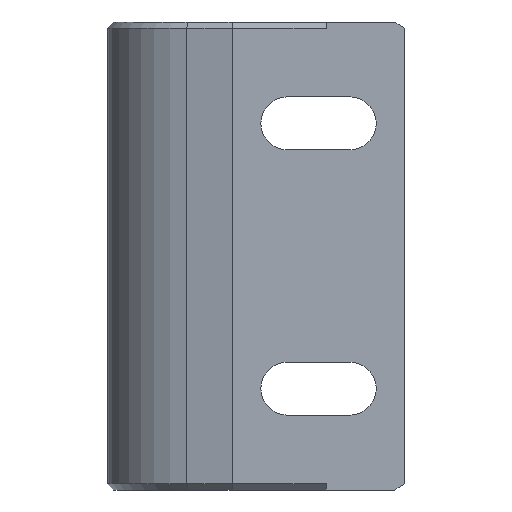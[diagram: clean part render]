
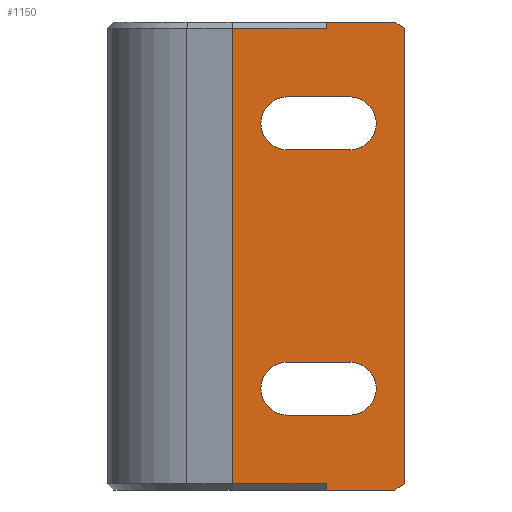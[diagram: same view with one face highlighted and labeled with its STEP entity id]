
A CAD part, left-side view. The second image highlights one B-rep face of the part: STEP entity #1150.
In plain terms, the highlighted planar face has unit normal (-1, 0, 0).
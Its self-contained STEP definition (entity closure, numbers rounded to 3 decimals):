
#72=FACE_BOUND('',#206,.T.);
#73=FACE_BOUND('',#207,.T.);
#84=CIRCLE('',#1228,1.7);
#85=CIRCLE('',#1229,1.7);
#86=CIRCLE('',#1230,1.7);
#87=CIRCLE('',#1231,1.7);
#143=FACE_OUTER_BOUND('',#205,.T.);
#205=EDGE_LOOP('',(#784,#785,#786,#787,#788,#789,#790,#791,#792,#793));
#206=EDGE_LOOP('',(#794,#795,#796,#797));
#207=EDGE_LOOP('',(#798,#799,#800,#801));
#274=LINE('',#1699,#373);
#278=LINE('',#1707,#377);
#281=LINE('',#1713,#380);
#284=LINE('',#1719,#383);
#289=LINE('',#1731,#388);
#290=LINE('',#1733,#389);
#291=LINE('',#1735,#390);
#292=LINE('',#1737,#391);
#293=LINE('',#1739,#392);
#294=LINE('',#1740,#393);
#295=LINE('',#1743,#394);
#296=LINE('',#1747,#395);
#297=LINE('',#1751,#396);
#298=LINE('',#1755,#397);
#373=VECTOR('',#1350,10.);
#377=VECTOR('',#1356,10.);
#380=VECTOR('',#1361,10.);
#383=VECTOR('',#1366,10.);
#388=VECTOR('',#1375,10.);
#389=VECTOR('',#1376,10.);
#390=VECTOR('',#1377,10.);
#391=VECTOR('',#1378,10.);
#392=VECTOR('',#1379,10.);
#393=VECTOR('',#1380,10.);
#394=VECTOR('',#1381,10.);
#395=VECTOR('',#1384,10.);
#396=VECTOR('',#1387,10.);
#397=VECTOR('',#1390,10.);
#472=VERTEX_POINT('',#1697);
#473=VERTEX_POINT('',#1698);
#476=VERTEX_POINT('',#1706);
#478=VERTEX_POINT('',#1712);
#480=VERTEX_POINT('',#1718);
#485=VERTEX_POINT('',#1730);
#486=VERTEX_POINT('',#1732);
#487=VERTEX_POINT('',#1734);
#488=VERTEX_POINT('',#1736);
#489=VERTEX_POINT('',#1738);
#490=VERTEX_POINT('',#1741);
#491=VERTEX_POINT('',#1742);
#492=VERTEX_POINT('',#1744);
#493=VERTEX_POINT('',#1746);
#494=VERTEX_POINT('',#1749);
#495=VERTEX_POINT('',#1750);
#496=VERTEX_POINT('',#1752);
#497=VERTEX_POINT('',#1754);
#588=EDGE_CURVE('',#472,#473,#274,.T.);
#592=EDGE_CURVE('',#473,#476,#278,.T.);
#595=EDGE_CURVE('',#476,#478,#281,.T.);
#598=EDGE_CURVE('',#472,#480,#284,.T.);
#604=EDGE_CURVE('',#485,#478,#289,.T.);
#605=EDGE_CURVE('',#486,#485,#290,.T.);
#606=EDGE_CURVE('',#487,#486,#291,.T.);
#607=EDGE_CURVE('',#487,#488,#292,.T.);
#608=EDGE_CURVE('',#489,#488,#293,.T.);
#609=EDGE_CURVE('',#480,#489,#294,.T.);
#610=EDGE_CURVE('',#490,#491,#295,.T.);
#611=EDGE_CURVE('',#492,#491,#84,.T.);
#612=EDGE_CURVE('',#492,#493,#296,.T.);
#613=EDGE_CURVE('',#493,#490,#85,.T.);
#614=EDGE_CURVE('',#494,#495,#297,.T.);
#615=EDGE_CURVE('',#495,#496,#86,.T.);
#616=EDGE_CURVE('',#496,#497,#298,.T.);
#617=EDGE_CURVE('',#494,#497,#87,.T.);
#784=ORIENTED_EDGE('',*,*,#588,.T.);
#785=ORIENTED_EDGE('',*,*,#592,.T.);
#786=ORIENTED_EDGE('',*,*,#595,.T.);
#787=ORIENTED_EDGE('',*,*,#604,.F.);
#788=ORIENTED_EDGE('',*,*,#605,.F.);
#789=ORIENTED_EDGE('',*,*,#606,.F.);
#790=ORIENTED_EDGE('',*,*,#607,.T.);
#791=ORIENTED_EDGE('',*,*,#608,.F.);
#792=ORIENTED_EDGE('',*,*,#609,.F.);
#793=ORIENTED_EDGE('',*,*,#598,.F.);
#794=ORIENTED_EDGE('',*,*,#610,.T.);
#795=ORIENTED_EDGE('',*,*,#611,.F.);
#796=ORIENTED_EDGE('',*,*,#612,.T.);
#797=ORIENTED_EDGE('',*,*,#613,.T.);
#798=ORIENTED_EDGE('',*,*,#614,.T.);
#799=ORIENTED_EDGE('',*,*,#615,.T.);
#800=ORIENTED_EDGE('',*,*,#616,.T.);
#801=ORIENTED_EDGE('',*,*,#617,.F.);
#1123=PLANE('',#1227);
#1150=ADVANCED_FACE('',(#143,#72,#73),#1123,.T.);
#1227=AXIS2_PLACEMENT_3D('',#1729,#1373,#1374);
#1228=AXIS2_PLACEMENT_3D('',#1745,#1382,#1383);
#1229=AXIS2_PLACEMENT_3D('',#1748,#1385,#1386);
#1230=AXIS2_PLACEMENT_3D('',#1753,#1388,#1389);
#1231=AXIS2_PLACEMENT_3D('',#1756,#1391,#1392);
#1350=DIRECTION('',(0.,-0.835,0.551));
#1356=DIRECTION('',(0.,0.,1.));
#1361=DIRECTION('',(0.,0.835,0.551));
#1366=DIRECTION('',(0.,1.,0.));
#1373=DIRECTION('center_axis',(-1.,0.,0.));
#1374=DIRECTION('ref_axis',(0.,1.,0.));
#1375=DIRECTION('',(0.,-1.,0.));
#1376=DIRECTION('',(0.,0.,1.));
#1377=DIRECTION('',(0.,-1.,0.));
#1378=DIRECTION('',(0.,0.,-1.));
#1379=DIRECTION('',(0.,1.,0.));
#1380=DIRECTION('',(0.,0.,1.));
#1381=DIRECTION('',(0.,-1.,0.));
#1382=DIRECTION('center_axis',(-1.,0.,0.));
#1383=DIRECTION('ref_axis',(0.,1.,0.));
#1384=DIRECTION('',(0.,1.,0.));
#1385=DIRECTION('center_axis',(1.,0.,0.));
#1386=DIRECTION('ref_axis',(0.,0.,-1.));
#1387=DIRECTION('',(0.,1.,0.));
#1388=DIRECTION('center_axis',(1.,0.,0.));
#1389=DIRECTION('ref_axis',(0.,0.,-1.));
#1390=DIRECTION('',(0.,-1.,0.));
#1391=DIRECTION('center_axis',(-1.,0.,0.));
#1392=DIRECTION('ref_axis',(0.,1.,0.));
#1697=CARTESIAN_POINT('',(-7.,-3.411,0.));
#1698=CARTESIAN_POINT('',(-7.,-4.017,0.4));
#1699=CARTESIAN_POINT('',(-7.,-10.822,4.892));
#1706=CARTESIAN_POINT('',(-7.,-4.017,29.6));
#1707=CARTESIAN_POINT('',(-7.,-4.017,29.8));
#1712=CARTESIAN_POINT('',(-7.,-3.411,30.));
#1713=CARTESIAN_POINT('',(-7.,-3.622,29.861));
#1718=CARTESIAN_POINT('',(-7.,0.983,0.));
#1719=CARTESIAN_POINT('',(-7.,0.738,0.));
#1729=CARTESIAN_POINT('Origin',(-7.,-4.017,30.));
#1730=CARTESIAN_POINT('',(-7.,0.983,30.));
#1731=CARTESIAN_POINT('',(-7.,0.738,30.));
#1732=CARTESIAN_POINT('',(-7.,0.983,29.6));
#1733=CARTESIAN_POINT('',(-7.,0.983,30.));
#1734=CARTESIAN_POINT('',(-7.,7.003,29.6));
#1735=CARTESIAN_POINT('',(-7.,0.738,29.6));
#1736=CARTESIAN_POINT('',(-7.,7.003,0.4));
#1737=CARTESIAN_POINT('',(-7.,7.003,30.));
#1738=CARTESIAN_POINT('',(-7.,0.983,0.4));
#1739=CARTESIAN_POINT('',(-7.,0.738,0.4));
#1740=CARTESIAN_POINT('',(-7.,0.983,30.));
#1741=CARTESIAN_POINT('',(-7.,3.483,25.2));
#1742=CARTESIAN_POINT('',(-7.,-0.517,25.2));
#1743=CARTESIAN_POINT('',(-7.,-1.186,25.2));
#1744=CARTESIAN_POINT('',(-7.,-0.517,21.8));
#1745=CARTESIAN_POINT('Origin',(-7.,-0.517,23.5));
#1746=CARTESIAN_POINT('',(-7.,3.483,21.8));
#1747=CARTESIAN_POINT('',(-7.,-0.267,21.8));
#1748=CARTESIAN_POINT('Origin',(-7.,3.483,23.5));
#1749=CARTESIAN_POINT('',(-7.,-0.517,4.8));
#1750=CARTESIAN_POINT('',(-7.,3.483,4.8));
#1751=CARTESIAN_POINT('',(-7.,-0.267,4.8));
#1752=CARTESIAN_POINT('',(-7.,3.483,8.2));
#1753=CARTESIAN_POINT('Origin',(-7.,3.483,6.5));
#1754=CARTESIAN_POINT('',(-7.,-0.517,8.2));
#1755=CARTESIAN_POINT('',(-7.,-2.267,8.2));
#1756=CARTESIAN_POINT('Origin',(-7.,-0.517,6.5));
